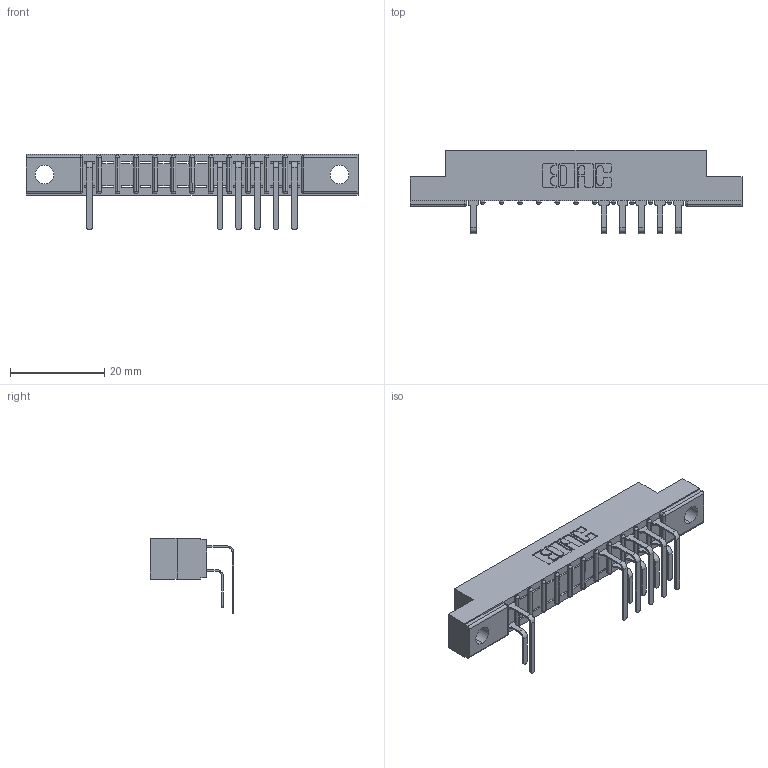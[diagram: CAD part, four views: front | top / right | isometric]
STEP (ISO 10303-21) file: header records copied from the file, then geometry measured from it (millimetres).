
FILE_DESCRIPTION (( 'STEP AP203' ), '1' );
FILE_NAME ('307-024-559-202.STEP', '2018-08-04T07:25:17', ( '' ), ( '' ), 'SwSTEP 2.0', 'SolidWorks 2016', '' );
FILE_SCHEMA (( 'CONFIG_CONTROL_DESIGN' ));
Length unit declared in the file: inch
Products named in the file (4): 307-290-001_558 559 - 1 (Single); 307-290-001_559 - 2 (Single); 307-024-559-202; 307 Part_.128 Dia Mounting Holes
Assembly tree (12 placements, depth 2):
  307-024-559-202
    307 Part_.128 Dia Mounting Holes
    307-290-001_558 559 - 1 (Single)  x5
    307-290-001_559 - 2 (Single)  x6
Bounding box: 70.56 x 17.69 x 16.08 mm (x, y, z)
Volume: 4410.8 mm3; surface area: 6406.4 mm2
Topology: 12 solids, 12 shells, 811 faces, 2301 edges, 1482 vertices
Faces by surface type: plane 511, cylinder 274, sphere 26
Entity records: 15403 total; most frequent: CARTESIAN_POINT 2585, ORIENTED_EDGE 2570, DIRECTION 2531, EDGE_CURVE 1285, VECTOR 971, LINE 971, VERTEX_POINT 834, AXIS2_PLACEMENT_3D 780
